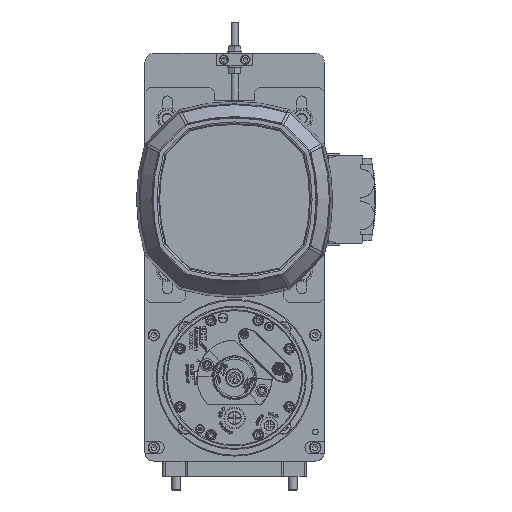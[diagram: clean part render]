
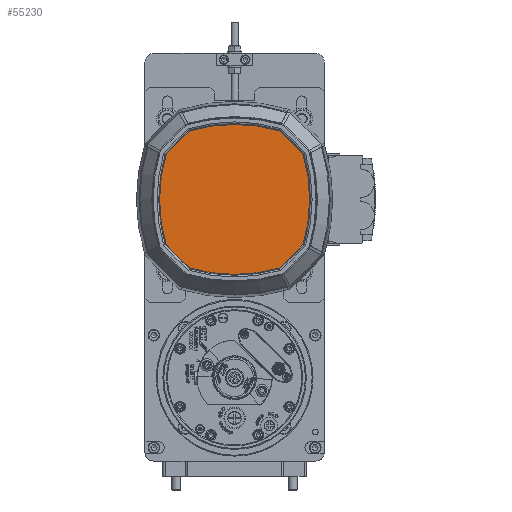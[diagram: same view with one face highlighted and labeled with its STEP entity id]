
A CAD part, left-side view. The second image highlights one B-rep face of the part: STEP entity #55230.
In plain terms, the highlighted planar face has unit normal (-1, 0, 0).
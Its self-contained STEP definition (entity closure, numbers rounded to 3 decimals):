
#13095=PLANE('',#61807);
#23320=ORIENTED_EDGE('',*,*,#34646,.T.);
#23321=ORIENTED_EDGE('',*,*,#34647,.T.);
#23322=ORIENTED_EDGE('',*,*,#34648,.T.);
#23323=ORIENTED_EDGE('',*,*,#34649,.T.);
#23324=ORIENTED_EDGE('',*,*,#34650,.T.);
#23325=ORIENTED_EDGE('',*,*,#34651,.T.);
#23326=ORIENTED_EDGE('',*,*,#34652,.T.);
#23327=ORIENTED_EDGE('',*,*,#34653,.T.);
#34646=EDGE_CURVE('',#42890,#42891,#46155,.T.);
#34647=EDGE_CURVE('',#42891,#42892,#46156,.T.);
#34648=EDGE_CURVE('',#42892,#42893,#46157,.T.);
#34649=EDGE_CURVE('',#42893,#42894,#46158,.T.);
#34650=EDGE_CURVE('',#42894,#42895,#46159,.T.);
#34651=EDGE_CURVE('',#42895,#42896,#46160,.T.);
#34652=EDGE_CURVE('',#42896,#42897,#46161,.T.);
#34653=EDGE_CURVE('',#42897,#42890,#46162,.T.);
#42890=VERTEX_POINT('',#104672);
#42891=VERTEX_POINT('',#104673);
#42892=VERTEX_POINT('',#104675);
#42893=VERTEX_POINT('',#104677);
#42894=VERTEX_POINT('',#104679);
#42895=VERTEX_POINT('',#104681);
#42896=VERTEX_POINT('',#104683);
#42897=VERTEX_POINT('',#104685);
#46155=CIRCLE('',#61808,298.172);
#46156=CIRCLE('',#61809,178.172);
#46157=CIRCLE('',#61810,298.172);
#46158=CIRCLE('',#61811,178.172);
#46159=CIRCLE('',#61812,298.172);
#46160=CIRCLE('',#61813,178.172);
#46161=CIRCLE('',#61814,298.172);
#46162=CIRCLE('',#61815,178.172);
#48807=EDGE_LOOP('',(#23320,#23321,#23322,#23323,#23324,#23325,#23326,#23327));
#51902=FACE_BOUND('',#48807,.T.);
#55230=ADVANCED_FACE('',(#51902),#13095,.T.);
#61807=AXIS2_PLACEMENT_3D('',#104670,#72977,#72978);
#61808=AXIS2_PLACEMENT_3D('',#104671,#72979,#72980);
#61809=AXIS2_PLACEMENT_3D('',#104674,#72981,#72982);
#61810=AXIS2_PLACEMENT_3D('',#104676,#72983,#72984);
#61811=AXIS2_PLACEMENT_3D('',#104678,#72985,#72986);
#61812=AXIS2_PLACEMENT_3D('',#104680,#72987,#72988);
#61813=AXIS2_PLACEMENT_3D('',#104682,#72989,#72990);
#61814=AXIS2_PLACEMENT_3D('',#104684,#72991,#72992);
#61815=AXIS2_PLACEMENT_3D('',#104686,#72993,#72994);
#72977=DIRECTION('',(-1.,0.,0.));
#72978=DIRECTION('',(0.,0.,-1.));
#72979=DIRECTION('',(-1.,0.,0.));
#72980=DIRECTION('',(0.,0.,-1.));
#72981=DIRECTION('',(-1.,0.,0.));
#72982=DIRECTION('',(0.,0.,-1.));
#72983=DIRECTION('',(-1.,0.,0.));
#72984=DIRECTION('',(0.,0.,-1.));
#72985=DIRECTION('',(-1.,0.,0.));
#72986=DIRECTION('',(0.,0.,-1.));
#72987=DIRECTION('',(-1.,0.,0.));
#72988=DIRECTION('',(0.,0.,-1.));
#72989=DIRECTION('',(-1.,0.,0.));
#72990=DIRECTION('',(0.,0.,-1.));
#72991=DIRECTION('',(-1.,0.,0.));
#72992=DIRECTION('',(0.,0.,-1.));
#72993=DIRECTION('',(-1.,0.,0.));
#72994=DIRECTION('',(0.,0.,-1.));
#104670=CARTESIAN_POINT('',(-629.5,73.659,414.909));
#104671=CARTESIAN_POINT('',(-629.5,-147.319,146.681));
#104672=CARTESIAN_POINT('',(-629.5,49.513,370.654));
#104673=CARTESIAN_POINT('',(-629.5,76.654,343.513));
#104674=CARTESIAN_POINT('',(-629.5,-94.5,294.));
#104675=CARTESIAN_POINT('',(-629.5,76.654,244.487));
#104676=CARTESIAN_POINT('',(-629.5,-147.319,441.319));
#104677=CARTESIAN_POINT('',(-629.5,49.513,217.346));
#104678=CARTESIAN_POINT('',(-629.5,0.,388.5));
#104679=CARTESIAN_POINT('',(-629.5,-49.513,217.346));
#104680=CARTESIAN_POINT('',(-629.5,147.319,441.319));
#104681=CARTESIAN_POINT('',(-629.5,-76.654,244.487));
#104682=CARTESIAN_POINT('',(-629.5,94.5,294.));
#104683=CARTESIAN_POINT('',(-629.5,-76.654,343.513));
#104684=CARTESIAN_POINT('',(-629.5,147.319,146.681));
#104685=CARTESIAN_POINT('',(-629.5,-49.513,370.654));
#104686=CARTESIAN_POINT('',(-629.5,0.,199.5));
